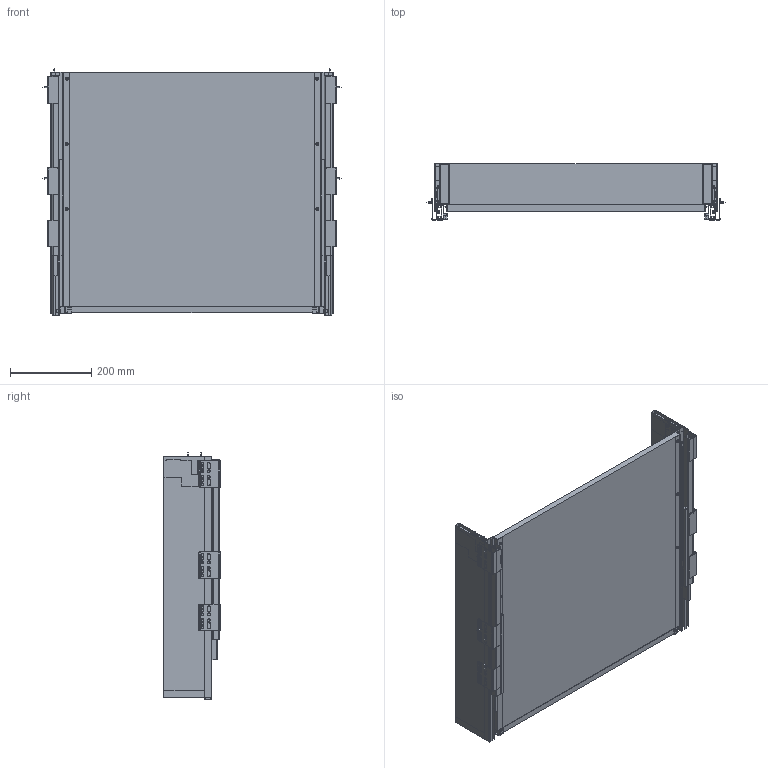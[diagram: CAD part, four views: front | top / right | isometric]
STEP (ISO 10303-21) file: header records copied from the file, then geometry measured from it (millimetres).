
FILE_DESCRIPTION(/* description */ (''),/* implementation_level */ '2;1');
FILE_NAME(/* name */ 'PB-AXISPRO-KPL600B.stp',/* time_stamp */ '2024-08-22T15:49:29+02:00',/* author */ ('tomaszw'),/* organization */ (''),/* preprocessor_version */ 'ST-DEVELOPER v19.2',/* originating_system */ 'Autodesk Inventor 2023',/* authorisation */ '');
FILE_SCHEMA (('AUTOMOTIVE_DESIGN { 1 0 10303 214 3 1 1 }'));
Length unit declared in the file: millimetre
Products named in the file (1): PB-AXISPRO-KPL600B1
Bounding box: 732.6 x 139 x 604.9 mm (x, y, z)
Volume: 7667594.2 mm3; surface area: 2113800.9 mm2
Topology: 45 solids, 47 shells, 1658 faces, 4324 edges, 2818 vertices
Faces by surface type: plane 1156, cylinder 322, cone 120, bspline 52, sphere 6, torus 2
Full cylindrical faces by diameter (mm): 2 x2, 3.5 x24, 6 x56, 7.5 x22, 7.8 x2, 8.5 x2, 10 x6
Entity records: 51310 total; most frequent: CARTESIAN_POINT 9923, ORIENTED_EDGE 8632, DIRECTION 8184, EDGE_CURVE 4316, LINE 3362, VECTOR 3362, VERTEX_POINT 2818, AXIS2_PLACEMENT_3D 2411
